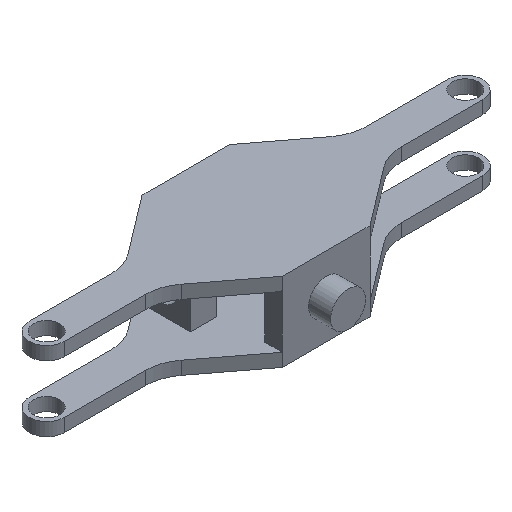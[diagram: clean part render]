
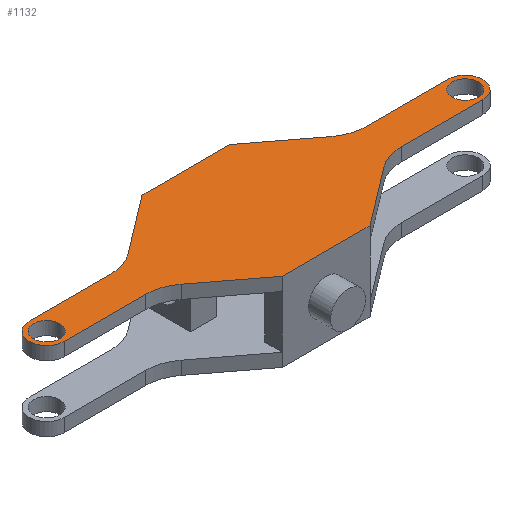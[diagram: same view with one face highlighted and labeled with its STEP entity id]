
A CAD part, isometric view. The second image highlights one B-rep face of the part: STEP entity #1132.
In plain terms, the highlighted planar face has unit normal (0, 0, 1).
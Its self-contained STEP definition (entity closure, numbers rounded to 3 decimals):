
#40=FACE_BOUND('',#200,.T.);
#41=FACE_BOUND('',#201,.T.);
#71=CIRCLE('',#1203,40.);
#73=CIRCLE('',#1208,40.);
#76=CIRCLE('',#1213,30.);
#78=CIRCLE('',#1216,30.);
#79=CIRCLE('',#1219,100.);
#81=CIRCLE('',#1223,100.);
#83=CIRCLE('',#1227,100.);
#85=CIRCLE('',#1231,100.);
#136=FACE_OUTER_BOUND('',#199,.T.);
#199=EDGE_LOOP('',(#921,#922,#923,#924,#925,#926,#927,#928,#929,#930,#931,
#932,#933,#934,#935,#936));
#200=EDGE_LOOP('',(#937));
#201=EDGE_LOOP('',(#938));
#282=LINE('',#1730,#402);
#288=LINE('',#1746,#408);
#291=LINE('',#1753,#411);
#297=LINE('',#1770,#417);
#304=LINE('',#1792,#424);
#307=LINE('',#1801,#427);
#311=LINE('',#1813,#431);
#314=LINE('',#1822,#434);
#324=LINE('',#1848,#444);
#325=LINE('',#1852,#445);
#402=VECTOR('',#1398,10.);
#408=VECTOR('',#1412,10.);
#411=VECTOR('',#1417,10.);
#417=VECTOR('',#1431,10.);
#424=VECTOR('',#1452,10.);
#427=VECTOR('',#1463,10.);
#431=VECTOR('',#1475,10.);
#434=VECTOR('',#1486,10.);
#444=VECTOR('',#1516,10.);
#445=VECTOR('',#1521,10.);
#521=VERTEX_POINT('',#1727);
#522=VERTEX_POINT('',#1729);
#523=VERTEX_POINT('',#1734);
#524=VERTEX_POINT('',#1735);
#528=VERTEX_POINT('',#1744);
#530=VERTEX_POINT('',#1750);
#531=VERTEX_POINT('',#1752);
#533=VERTEX_POINT('',#1758);
#534=VERTEX_POINT('',#1759);
#538=VERTEX_POINT('',#1768);
#540=VERTEX_POINT('',#1775);
#542=VERTEX_POINT('',#1781);
#543=VERTEX_POINT('',#1785);
#546=VERTEX_POINT('',#1790);
#547=VERTEX_POINT('',#1797);
#549=VERTEX_POINT('',#1806);
#552=VERTEX_POINT('',#1811);
#553=VERTEX_POINT('',#1818);
#644=EDGE_CURVE('',#522,#521,#282,.T.);
#647=EDGE_CURVE('',#523,#524,#71,.T.);
#652=EDGE_CURVE('',#528,#523,#288,.T.);
#655=EDGE_CURVE('',#531,#530,#291,.T.);
#658=EDGE_CURVE('',#533,#534,#73,.T.);
#663=EDGE_CURVE('',#533,#538,#297,.T.);
#667=EDGE_CURVE('',#540,#540,#76,.T.);
#670=EDGE_CURVE('',#542,#542,#78,.T.);
#674=EDGE_CURVE('',#546,#543,#304,.T.);
#675=EDGE_CURVE('',#538,#543,#79,.T.);
#679=EDGE_CURVE('',#547,#524,#307,.T.);
#680=EDGE_CURVE('',#521,#547,#81,.T.);
#685=EDGE_CURVE('',#552,#549,#311,.T.);
#686=EDGE_CURVE('',#528,#549,#83,.T.);
#690=EDGE_CURVE('',#534,#553,#314,.T.);
#691=EDGE_CURVE('',#530,#553,#85,.T.);
#704=EDGE_CURVE('',#552,#531,#324,.T.);
#706=EDGE_CURVE('',#546,#522,#325,.T.);
#921=ORIENTED_EDGE('',*,*,#706,.T.);
#922=ORIENTED_EDGE('',*,*,#644,.T.);
#923=ORIENTED_EDGE('',*,*,#680,.T.);
#924=ORIENTED_EDGE('',*,*,#679,.T.);
#925=ORIENTED_EDGE('',*,*,#647,.F.);
#926=ORIENTED_EDGE('',*,*,#652,.F.);
#927=ORIENTED_EDGE('',*,*,#686,.T.);
#928=ORIENTED_EDGE('',*,*,#685,.F.);
#929=ORIENTED_EDGE('',*,*,#704,.T.);
#930=ORIENTED_EDGE('',*,*,#655,.T.);
#931=ORIENTED_EDGE('',*,*,#691,.T.);
#932=ORIENTED_EDGE('',*,*,#690,.F.);
#933=ORIENTED_EDGE('',*,*,#658,.F.);
#934=ORIENTED_EDGE('',*,*,#663,.T.);
#935=ORIENTED_EDGE('',*,*,#675,.T.);
#936=ORIENTED_EDGE('',*,*,#674,.F.);
#937=ORIENTED_EDGE('',*,*,#670,.F.);
#938=ORIENTED_EDGE('',*,*,#667,.F.);
#1077=PLANE('',#1241);
#1132=ADVANCED_FACE('',(#136,#40,#41),#1077,.T.);
#1203=AXIS2_PLACEMENT_3D('',#1736,#1403,#1404);
#1208=AXIS2_PLACEMENT_3D('',#1760,#1422,#1423);
#1213=AXIS2_PLACEMENT_3D('',#1777,#1438,#1439);
#1216=AXIS2_PLACEMENT_3D('',#1783,#1445,#1446);
#1219=AXIS2_PLACEMENT_3D('',#1794,#1455,#1456);
#1223=AXIS2_PLACEMENT_3D('',#1803,#1466,#1467);
#1227=AXIS2_PLACEMENT_3D('',#1815,#1478,#1479);
#1231=AXIS2_PLACEMENT_3D('',#1824,#1489,#1490);
#1241=AXIS2_PLACEMENT_3D('',#1851,#1519,#1520);
#1398=DIRECTION('',(0.796,0.605,0.));
#1403=DIRECTION('center_axis',(0.,0.,-1.));
#1404=DIRECTION('ref_axis',(1.,0.,0.));
#1412=DIRECTION('',(1.,0.,0.));
#1417=DIRECTION('',(-0.796,-0.605,0.));
#1422=DIRECTION('center_axis',(0.,0.,-1.));
#1423=DIRECTION('ref_axis',(1.,0.,0.));
#1431=DIRECTION('',(1.,0.,0.));
#1438=DIRECTION('center_axis',(0.,0.,1.));
#1439=DIRECTION('ref_axis',(1.,0.,0.));
#1445=DIRECTION('center_axis',(0.,0.,1.));
#1446=DIRECTION('ref_axis',(1.,0.,0.));
#1452=DIRECTION('',(-0.796,0.605,0.));
#1455=DIRECTION('center_axis',(0.,0.,-1.));
#1456=DIRECTION('ref_axis',(0.319,0.948,0.));
#1463=DIRECTION('',(1.,0.,0.));
#1466=DIRECTION('center_axis',(0.,0.,-1.));
#1467=DIRECTION('ref_axis',(-0.319,0.948,0.));
#1475=DIRECTION('',(0.796,-0.605,0.));
#1478=DIRECTION('center_axis',(0.,0.,-1.));
#1479=DIRECTION('ref_axis',(-0.319,-0.948,0.));
#1486=DIRECTION('',(1.,0.,0.));
#1489=DIRECTION('center_axis',(0.,0.,-1.));
#1490=DIRECTION('ref_axis',(0.319,-0.948,0.));
#1516=DIRECTION('',(-1.,0.,0.));
#1519=DIRECTION('center_axis',(0.,0.,1.));
#1520=DIRECTION('ref_axis',(-1.,0.,0.));
#1521=DIRECTION('',(1.,0.,0.));
#1727=CARTESIAN_POINT('',(-393.96,679.61,293.2));
#1729=CARTESIAN_POINT('',(-525.,580.,293.2));
#1730=CARTESIAN_POINT('',(-525.,580.,293.2));
#1734=CARTESIAN_POINT('',(-147.8,780.,293.2));
#1735=CARTESIAN_POINT('',(-147.8,700.,293.2));
#1736=CARTESIAN_POINT('Origin',(-147.8,740.,293.2));
#1744=CARTESIAN_POINT('',(-333.444,780.,293.2));
#1746=CARTESIAN_POINT('',(-1102.2,780.,293.2));
#1750=CARTESIAN_POINT('',(-856.04,800.39,293.2));
#1752=CARTESIAN_POINT('',(-725.,900.,293.2));
#1753=CARTESIAN_POINT('',(-725.,900.,293.2));
#1758=CARTESIAN_POINT('',(-1102.2,700.,293.2));
#1759=CARTESIAN_POINT('',(-1102.2,780.,293.2));
#1760=CARTESIAN_POINT('Origin',(-1102.2,740.,293.2));
#1768=CARTESIAN_POINT('',(-916.556,700.,293.2));
#1770=CARTESIAN_POINT('',(-1102.2,700.,293.2));
#1775=CARTESIAN_POINT('',(-177.8,740.,293.2));
#1777=CARTESIAN_POINT('Origin',(-147.8,740.,293.2));
#1781=CARTESIAN_POINT('',(-1132.2,740.,293.2));
#1783=CARTESIAN_POINT('Origin',(-1102.2,740.,293.2));
#1785=CARTESIAN_POINT('',(-856.04,679.61,293.2));
#1790=CARTESIAN_POINT('',(-725.,580.,293.2));
#1792=CARTESIAN_POINT('',(-725.,580.,293.2));
#1794=CARTESIAN_POINT('Origin',(-916.556,600.,293.2));
#1797=CARTESIAN_POINT('',(-333.444,700.,293.2));
#1801=CARTESIAN_POINT('',(-1102.2,700.,293.2));
#1803=CARTESIAN_POINT('Origin',(-333.444,600.,293.2));
#1806=CARTESIAN_POINT('',(-393.96,800.39,293.2));
#1811=CARTESIAN_POINT('',(-525.,900.,293.2));
#1813=CARTESIAN_POINT('',(-525.,900.,293.2));
#1815=CARTESIAN_POINT('Origin',(-333.444,880.,293.2));
#1818=CARTESIAN_POINT('',(-916.556,780.,293.2));
#1822=CARTESIAN_POINT('',(-1102.2,780.,293.2));
#1824=CARTESIAN_POINT('Origin',(-916.556,880.,293.2));
#1848=CARTESIAN_POINT('',(-575.,900.,293.2));
#1851=CARTESIAN_POINT('Origin',(-525.,580.,293.2));
#1852=CARTESIAN_POINT('',(-575.,580.,293.2));
